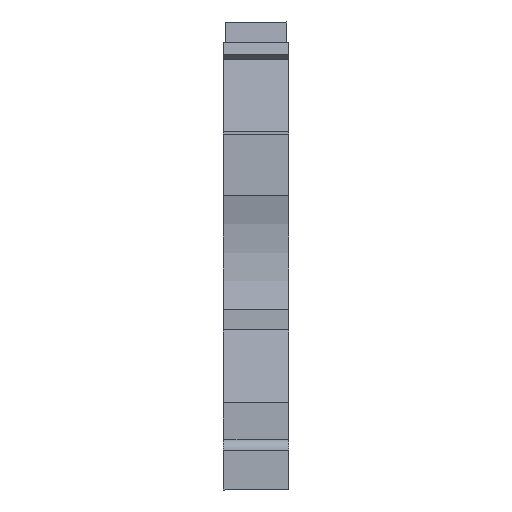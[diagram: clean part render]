
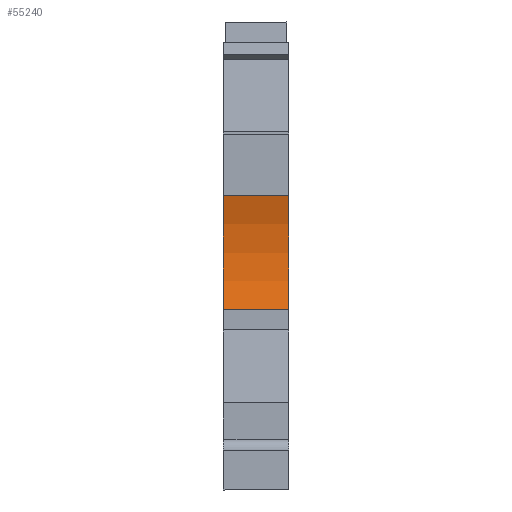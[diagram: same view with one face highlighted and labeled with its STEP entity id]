
A CAD part, front view. The second image highlights one B-rep face of the part: STEP entity #55240.
In plain terms, the highlighted cylindrical face has radius 15 mm (diameter 30 mm), a partial arc.
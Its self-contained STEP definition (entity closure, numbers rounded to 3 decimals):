
#4450=CARTESIAN_POINT('',(11.328,9.483,
0.));
#4460=VERTEX_POINT('',#4450);
#4490=CARTESIAN_POINT('',(-3.423,12.206,
0.));
#4500=DIRECTION('',(0.,0.,1.));
#4510=DIRECTION('',(0.993,0.122,
0.));
#4520=AXIS2_PLACEMENT_3D('',#4490,#4500,#4510);
#4530=CIRCLE('',#4520,15.);
#4540=CARTESIAN_POINT('',(10.231,18.416,
0.));
#4550=VERTEX_POINT('',#4540);
#4560=EDGE_CURVE('',#4460,#4550,#4530,.T.);
#9850=CARTESIAN_POINT('',(10.231,18.416,
-5.15));
#9860=VERTEX_POINT('',#9850);
#9890=CARTESIAN_POINT('',(-3.423,12.206,
-5.15));
#9900=DIRECTION('',(0.,0.,1.));
#9910=DIRECTION('',(0.993,0.122,
0.));
#9920=AXIS2_PLACEMENT_3D('',#9890,#9900,#9910);
#9930=CIRCLE('',#9920,15.);
#9940=CARTESIAN_POINT('',(11.328,9.483,
-5.15));
#9950=VERTEX_POINT('',#9940);
#9960=EDGE_CURVE('',#9950,#9860,#9930,.T.);
#54920=CARTESIAN_POINT('',(11.328,9.483,
0.));
#54930=DIRECTION('',(0.,0.,-1.));
#54940=VECTOR('',#54930,1.);
#54950=LINE('',#54920,#54940);
#54960=EDGE_CURVE('',#4460,#9950,#54950,.T.);
#55080=CARTESIAN_POINT('',(-3.423,12.206,
0.));
#55090=DIRECTION('',(0.,0.,1.));
#55100=DIRECTION('',(0.993,0.122,
0.));
#55110=AXIS2_PLACEMENT_3D('',#55080,#55090,#55100);
#55120=CYLINDRICAL_SURFACE('',#55110,15.);
#55130=ORIENTED_EDGE('',*,*,#4560,.T.);
#55140=ORIENTED_EDGE('',*,*,#54960,.F.);
#55150=ORIENTED_EDGE('',*,*,#9960,.F.);
#55160=CARTESIAN_POINT('',(10.231,18.416,
0.));
#55170=DIRECTION('',(0.,0.,-1.));
#55180=VECTOR('',#55170,1.);
#55190=LINE('',#55160,#55180);
#55200=EDGE_CURVE('',#4550,#9860,#55190,.T.);
#55210=ORIENTED_EDGE('',*,*,#55200,.T.);
#55220=EDGE_LOOP('',(#55210,#55150,#55140,#55130));
#55230=FACE_OUTER_BOUND('',#55220,.T.);
#55240=ADVANCED_FACE('',(#55230),#55120,.F.);
